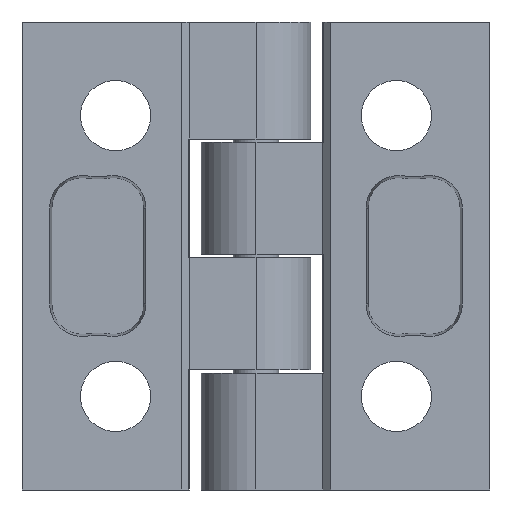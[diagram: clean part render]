
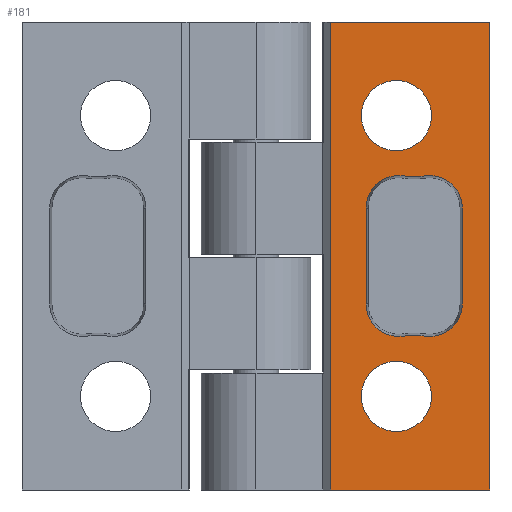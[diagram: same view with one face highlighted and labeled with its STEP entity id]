
A CAD part, front view. The second image highlights one B-rep face of the part: STEP entity #181.
In plain terms, the highlighted planar face has unit normal (0, -1, 0).
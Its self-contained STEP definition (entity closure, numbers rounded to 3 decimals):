
#181=ADVANCED_FACE('',(#324,#325,#326,#327),#328,.T.);
#324=FACE_BOUND('',#617,.T.);
#325=FACE_BOUND('',#618,.T.);
#326=FACE_OUTER_BOUND('',#619,.T.);
#327=FACE_BOUND('',#620,.T.);
#328=PLANE('',#621);
#617=EDGE_LOOP('',(#980,#981,#982,#983,#984,#985,#986,#987));
#618=EDGE_LOOP('',(#988));
#619=EDGE_LOOP('',(#989,#990,#991,#992));
#620=EDGE_LOOP('',(#993));
#621=AXIS2_PLACEMENT_3D('',#994,#995,#996);
#980=ORIENTED_EDGE('',*,*,#2003,.F.);
#981=ORIENTED_EDGE('',*,*,#2004,.F.);
#982=ORIENTED_EDGE('',*,*,#1952,.F.);
#983=ORIENTED_EDGE('',*,*,#1948,.F.);
#984=ORIENTED_EDGE('',*,*,#1955,.F.);
#985=ORIENTED_EDGE('',*,*,#2005,.F.);
#986=ORIENTED_EDGE('',*,*,#2006,.F.);
#987=ORIENTED_EDGE('',*,*,#2007,.F.);
#988=ORIENTED_EDGE('',*,*,#2008,.T.);
#989=ORIENTED_EDGE('',*,*,#2009,.F.);
#990=ORIENTED_EDGE('',*,*,#2010,.T.);
#991=ORIENTED_EDGE('',*,*,#1972,.T.);
#992=ORIENTED_EDGE('',*,*,#2000,.T.);
#993=ORIENTED_EDGE('',*,*,#2011,.T.);
#994=CARTESIAN_POINT('',(4.28,-4.0,-15.0));
#995=DIRECTION('',(0.0,-1.0,0.0));
#996=DIRECTION('',(-1.0,0.0,0.0));
#1948=EDGE_CURVE('',#2285,#2286,#2287,.F.);
#1952=EDGE_CURVE('',#2286,#2293,#2294,.T.);
#1955=EDGE_CURVE('',#2298,#2285,#2299,.T.);
#1972=EDGE_CURVE('',#2331,#2329,#2332,.T.);
#2000=EDGE_CURVE('',#2329,#2382,#2384,.T.);
#2003=EDGE_CURVE('',#2388,#2389,#2390,.T.);
#2004=EDGE_CURVE('',#2293,#2388,#2391,.F.);
#2005=EDGE_CURVE('',#2392,#2298,#2393,.F.);
#2006=EDGE_CURVE('',#2394,#2392,#2395,.T.);
#2007=EDGE_CURVE('',#2389,#2394,#2396,.F.);
#2008=EDGE_CURVE('',#2397,#2397,#2398,.F.);
#2009=EDGE_CURVE('',#2399,#2382,#2400,.T.);
#2010=EDGE_CURVE('',#2399,#2331,#2401,.T.);
#2011=EDGE_CURVE('',#2402,#2402,#2403,.F.);
#2285=VERTEX_POINT('',#2855);
#2286=VERTEX_POINT('',#2856);
#2287=CIRCLE('',#2857,4.913);
#2293=VERTEX_POINT('',#2865);
#2294=CIRCLE('',#2866,2.087);
#2298=VERTEX_POINT('',#2871);
#2299=CIRCLE('',#2872,2.087);
#2329=VERTEX_POINT('',#2914);
#2331=VERTEX_POINT('',#2917);
#2332=LINE('',#2918,#2919);
#2382=VERTEX_POINT('',#2991);
#2384=LINE('',#2994,#2995);
#2388=VERTEX_POINT('',#3001);
#2389=VERTEX_POINT('',#3002);
#2390=CIRCLE('',#3003,2.087);
#2391=LINE('',#3004,#3005);
#2392=VERTEX_POINT('',#3006);
#2393=LINE('',#3007,#3008);
#2394=VERTEX_POINT('',#3009);
#2395=CIRCLE('',#3010,2.087);
#2396=CIRCLE('',#3011,4.913);
#2397=VERTEX_POINT('',#3012);
#2398=CIRCLE('',#3013,2.25);
#2399=VERTEX_POINT('',#3014);
#2400=LINE('',#3015,#3016);
#2401=LINE('',#3017,#3018);
#2402=VERTEX_POINT('',#3019);
#2403=CIRCLE('',#3020,2.25);
#2855=CARTESIAN_POINT('',(9.438,-4.0,-5.138));
#2856=CARTESIAN_POINT('',(10.842,-4.0,-5.138));
#2857=AXIS2_PLACEMENT_3D('',#3705,#3706,#3707);
#2865=CARTESIAN_POINT('',(13.227,-4.0,-3.072));
#2866=AXIS2_PLACEMENT_3D('',#3713,#3714,#3715);
#2871=CARTESIAN_POINT('',(7.053,-4.0,-3.072));
#2872=AXIS2_PLACEMENT_3D('',#3720,#3721,#3722);
#2914=CARTESIAN_POINT('',(15.0,-4.0,-15.0));
#2917=CARTESIAN_POINT('',(4.78,-4.0,-15.0));
#2918=CARTESIAN_POINT('',(4.28,-4.0,-15.0));
#2919=VECTOR('',#3745,1.0);
#2991=CARTESIAN_POINT('',(15.0,-4.0,15.0));
#2994=CARTESIAN_POINT('',(15.0,-4.0,-15.0));
#2995=VECTOR('',#3781,1.0);
#3001=CARTESIAN_POINT('',(13.227,-4.0,3.072));
#3002=CARTESIAN_POINT('',(10.842,-4.0,5.138));
#3003=AXIS2_PLACEMENT_3D('',#3784,#3785,#3786);
#3004=CARTESIAN_POINT('',(13.227,-4.0,-15.0));
#3005=VECTOR('',#3787,1.0);
#3006=CARTESIAN_POINT('',(7.053,-4.0,3.072));
#3007=CARTESIAN_POINT('',(7.053,-4.0,-15.0));
#3008=VECTOR('',#3788,1.0);
#3009=CARTESIAN_POINT('',(9.438,-4.0,5.138));
#3010=AXIS2_PLACEMENT_3D('',#3789,#3790,#3791);
#3011=AXIS2_PLACEMENT_3D('',#3792,#3793,#3794);
#3012=CARTESIAN_POINT('',(9.0,-4.0,6.75));
#3013=AXIS2_PLACEMENT_3D('',#3795,#3796,#3797);
#3014=CARTESIAN_POINT('',(4.78,-4.0,15.0));
#3015=CARTESIAN_POINT('',(4.28,-4.0,15.0));
#3016=VECTOR('',#3798,1.0);
#3017=CARTESIAN_POINT('',(4.78,-4.0,-15.0));
#3018=VECTOR('',#3799,1.0);
#3019=CARTESIAN_POINT('',(9.0,-4.0,-11.25));
#3020=AXIS2_PLACEMENT_3D('',#3800,#3801,#3802);
#3705=CARTESIAN_POINT('',(10.14,-4.0,-10.0));
#3706=DIRECTION('',(0.0,-1.0,0.0));
#3707=DIRECTION('',(0.0,0.0,-1.0));
#3713=CARTESIAN_POINT('',(11.14,-4.0,-3.072));
#3714=DIRECTION('',(0.0,-1.0,0.0));
#3715=DIRECTION('',(0.0,0.0,-1.0));
#3720=CARTESIAN_POINT('',(9.14,-4.0,-3.072));
#3721=DIRECTION('',(0.0,-1.0,0.0));
#3722=DIRECTION('',(0.0,0.0,-1.0));
#3745=DIRECTION('',(1.0,0.0,0.0));
#3781=DIRECTION('',(0.0,0.0,1.0));
#3784=CARTESIAN_POINT('',(11.14,-4.0,3.072));
#3785=DIRECTION('',(0.0,-1.0,0.0));
#3786=DIRECTION('',(0.0,0.0,-1.0));
#3787=DIRECTION('',(0.,0.0,-1.0));
#3788=DIRECTION('',(0.,0.0,1.0));
#3789=CARTESIAN_POINT('',(9.14,-4.0,3.072));
#3790=DIRECTION('',(0.0,-1.0,0.0));
#3791=DIRECTION('',(0.0,0.0,-1.0));
#3792=CARTESIAN_POINT('',(10.14,-4.0,10.0));
#3793=DIRECTION('',(0.0,-1.0,0.0));
#3794=DIRECTION('',(0.0,0.0,-1.0));
#3795=CARTESIAN_POINT('',(9.0,-4.0,9.0));
#3796=DIRECTION('',(0.0,-1.0,0.0));
#3797=DIRECTION('',(0.0,0.0,-1.0));
#3798=DIRECTION('',(1.0,0.0,0.0));
#3799=DIRECTION('',(0.0,0.0,-1.0));
#3800=CARTESIAN_POINT('',(9.0,-4.0,-9.0));
#3801=DIRECTION('',(0.0,-1.0,0.0));
#3802=DIRECTION('',(0.0,0.0,-1.0));
